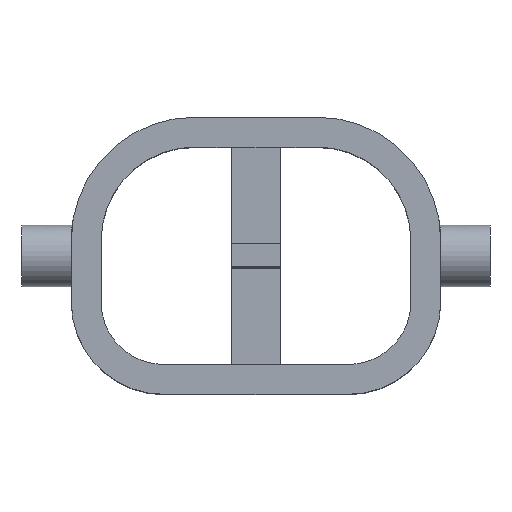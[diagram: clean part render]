
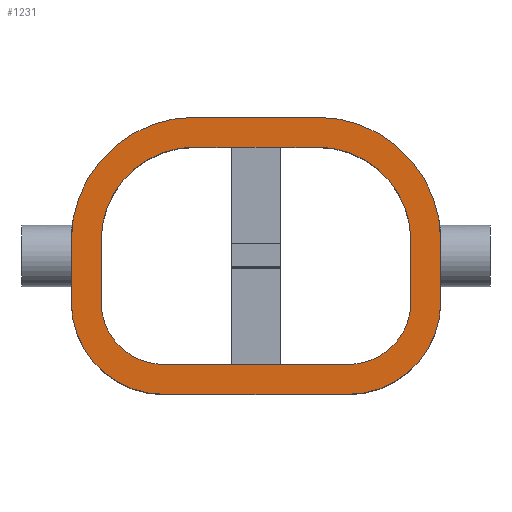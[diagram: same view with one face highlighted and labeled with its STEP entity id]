
A CAD part, top view. The second image highlights one B-rep face of the part: STEP entity #1231.
In plain terms, the highlighted planar face has unit normal (0, 0, 1).
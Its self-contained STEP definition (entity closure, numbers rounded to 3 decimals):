
#40=FACE_BOUND('',#203,.T.);
#59=PLANE('',#1359);
#128=FACE_OUTER_BOUND('',#202,.T.);
#202=EDGE_LOOP('',(#970,#971,#972,#973,#974,#975,#976,#977));
#203=EDGE_LOOP('',(#978,#979,#980,#981,#982,#983,#984,#985,#986,#987,#988));
#256=CIRCLE('',#1314,20.);
#262=CIRCLE('',#1323,10.151);
#264=CIRCLE('',#1327,15.151);
#266=CIRCLE('',#1333,15.);
#268=CIRCLE('',#1336,20.);
#275=CIRCLE('',#1349,10.151);
#276=CIRCLE('',#1352,15.151);
#277=CIRCLE('',#1358,15.);
#294=LINE('',#1824,#433);
#298=LINE('',#1836,#437);
#301=LINE('',#1842,#440);
#304=LINE('',#1848,#443);
#318=LINE('',#1910,#457);
#319=LINE('',#1913,#458);
#322=LINE('',#1921,#461);
#325=LINE('',#1929,#464);
#327=LINE('',#1932,#466);
#328=LINE('',#1934,#467);
#329=LINE('',#1937,#468);
#433=VECTOR('',#1455,10.);
#437=VECTOR('',#1467,10.);
#440=VECTOR('',#1472,10.);
#443=VECTOR('',#1477,10.);
#457=VECTOR('',#1523,10.);
#458=VECTOR('',#1526,10.);
#461=VECTOR('',#1535,10.);
#464=VECTOR('',#1544,10.);
#466=VECTOR('',#1548,10.);
#467=VECTOR('',#1551,10.);
#468=VECTOR('',#1554,10.);
#568=VERTEX_POINT('',#1793);
#569=VERTEX_POINT('',#1795);
#575=VERTEX_POINT('',#1812);
#577=VERTEX_POINT('',#1816);
#579=VERTEX_POINT('',#1822);
#581=VERTEX_POINT('',#1828);
#583=VERTEX_POINT('',#1834);
#585=VERTEX_POINT('',#1840);
#587=VERTEX_POINT('',#1846);
#589=VERTEX_POINT('',#1852);
#594=VERTEX_POINT('',#1876);
#595=VERTEX_POINT('',#1878);
#605=VERTEX_POINT('',#1908);
#606=VERTEX_POINT('',#1912);
#607=VERTEX_POINT('',#1916);
#608=VERTEX_POINT('',#1920);
#609=VERTEX_POINT('',#1924);
#610=VERTEX_POINT('',#1928);
#611=VERTEX_POINT('',#1936);
#682=EDGE_CURVE('',#568,#569,#256,.T.);
#693=EDGE_CURVE('',#577,#575,#262,.T.);
#696=EDGE_CURVE('',#579,#577,#294,.T.);
#699=EDGE_CURVE('',#581,#579,#264,.T.);
#702=EDGE_CURVE('',#583,#581,#298,.T.);
#705=EDGE_CURVE('',#585,#583,#301,.T.);
#708=EDGE_CURVE('',#587,#568,#304,.T.);
#711=EDGE_CURVE('',#589,#587,#266,.T.);
#716=EDGE_CURVE('',#595,#594,#268,.T.);
#733=EDGE_CURVE('',#605,#589,#318,.T.);
#734=EDGE_CURVE('',#606,#575,#319,.T.);
#736=EDGE_CURVE('',#607,#606,#275,.T.);
#738=EDGE_CURVE('',#608,#607,#322,.T.);
#740=EDGE_CURVE('',#609,#608,#276,.T.);
#742=EDGE_CURVE('',#610,#609,#325,.T.);
#744=EDGE_CURVE('',#585,#610,#327,.T.);
#745=EDGE_CURVE('',#594,#569,#328,.T.);
#746=EDGE_CURVE('',#611,#595,#329,.T.);
#748=EDGE_CURVE('',#605,#611,#277,.T.);
#970=ORIENTED_EDGE('',*,*,#746,.T.);
#971=ORIENTED_EDGE('',*,*,#716,.T.);
#972=ORIENTED_EDGE('',*,*,#745,.T.);
#973=ORIENTED_EDGE('',*,*,#682,.F.);
#974=ORIENTED_EDGE('',*,*,#708,.F.);
#975=ORIENTED_EDGE('',*,*,#711,.F.);
#976=ORIENTED_EDGE('',*,*,#733,.F.);
#977=ORIENTED_EDGE('',*,*,#748,.T.);
#978=ORIENTED_EDGE('',*,*,#734,.T.);
#979=ORIENTED_EDGE('',*,*,#693,.F.);
#980=ORIENTED_EDGE('',*,*,#696,.F.);
#981=ORIENTED_EDGE('',*,*,#699,.F.);
#982=ORIENTED_EDGE('',*,*,#702,.F.);
#983=ORIENTED_EDGE('',*,*,#705,.F.);
#984=ORIENTED_EDGE('',*,*,#744,.T.);
#985=ORIENTED_EDGE('',*,*,#742,.T.);
#986=ORIENTED_EDGE('',*,*,#740,.T.);
#987=ORIENTED_EDGE('',*,*,#738,.T.);
#988=ORIENTED_EDGE('',*,*,#736,.T.);
#1231=ADVANCED_FACE('',(#128,#40),#59,.T.);
#1314=AXIS2_PLACEMENT_3D('',#1796,#1426,#1427);
#1323=AXIS2_PLACEMENT_3D('',#1818,#1449,#1450);
#1327=AXIS2_PLACEMENT_3D('',#1830,#1461,#1462);
#1333=AXIS2_PLACEMENT_3D('',#1854,#1483,#1484);
#1336=AXIS2_PLACEMENT_3D('',#1879,#1491,#1492);
#1349=AXIS2_PLACEMENT_3D('',#1917,#1530,#1531);
#1352=AXIS2_PLACEMENT_3D('',#1925,#1539,#1540);
#1358=AXIS2_PLACEMENT_3D('',#1940,#1558,#1559);
#1359=AXIS2_PLACEMENT_3D('',#1941,#1560,#1561);
#1426=DIRECTION('center_axis',(0.,0.,-1.));
#1427=DIRECTION('ref_axis',(-1.,0.,0.));
#1449=DIRECTION('center_axis',(0.,0.,1.));
#1450=DIRECTION('ref_axis',(0.,-1.,0.));
#1455=DIRECTION('',(0.,-1.,0.));
#1461=DIRECTION('center_axis',(0.,0.,1.));
#1462=DIRECTION('ref_axis',(-1.,0.,0.));
#1467=DIRECTION('',(-1.,0.,0.));
#1472=DIRECTION('',(-1.,0.,0.));
#1477=DIRECTION('',(0.,1.,0.));
#1483=DIRECTION('center_axis',(0.,0.,-1.));
#1484=DIRECTION('ref_axis',(0.,-1.,0.));
#1491=DIRECTION('center_axis',(0.,0.,1.));
#1492=DIRECTION('ref_axis',(1.,0.,0.));
#1523=DIRECTION('',(-1.,0.,0.));
#1526=DIRECTION('',(-1.,0.,0.));
#1530=DIRECTION('center_axis',(0.,0.,-1.));
#1531=DIRECTION('ref_axis',(0.,-1.,0.));
#1535=DIRECTION('',(0.,-1.,0.));
#1539=DIRECTION('center_axis',(0.,0.,-1.));
#1540=DIRECTION('ref_axis',(1.,0.,0.));
#1544=DIRECTION('',(1.,0.,0.));
#1548=DIRECTION('',(1.,0.,0.));
#1551=DIRECTION('',(-1.,0.,0.));
#1554=DIRECTION('',(0.,1.,0.));
#1558=DIRECTION('center_axis',(0.,0.,1.));
#1559=DIRECTION('ref_axis',(0.,-1.,0.));
#1560=DIRECTION('center_axis',(0.,0.,1.));
#1561=DIRECTION('ref_axis',(1.,0.,0.));
#1793=CARTESIAN_POINT('',(-30.,10.,20.));
#1795=CARTESIAN_POINT('',(-10.,30.,20.));
#1796=CARTESIAN_POINT('Origin',(-10.,10.,20.));
#1812=CARTESIAN_POINT('',(-15.,-10.151,20.));
#1816=CARTESIAN_POINT('',(-25.151,-0.003,20.));
#1818=CARTESIAN_POINT('Origin',(-15.,0.,
20.));
#1822=CARTESIAN_POINT('',(-25.151,10.,20.));
#1824=CARTESIAN_POINT('',(-25.151,-0.003,20.));
#1828=CARTESIAN_POINT('',(-10.,25.151,20.));
#1830=CARTESIAN_POINT('Origin',(-10.,10.,20.));
#1834=CARTESIAN_POINT('',(-4.,25.151,20.));
#1836=CARTESIAN_POINT('',(-10.,25.151,20.));
#1840=CARTESIAN_POINT('',(0.,25.151,20.));
#1842=CARTESIAN_POINT('',(-4.,25.151,20.));
#1846=CARTESIAN_POINT('',(-30.,0.,20.));
#1848=CARTESIAN_POINT('',(-30.,0.,20.));
#1852=CARTESIAN_POINT('',(-15.,-15.,20.));
#1854=CARTESIAN_POINT('Origin',(-15.,0.,
20.));
#1876=CARTESIAN_POINT('',(10.,30.,20.));
#1878=CARTESIAN_POINT('',(30.,10.,20.));
#1879=CARTESIAN_POINT('Origin',(10.,10.,20.));
#1908=CARTESIAN_POINT('',(15.,-15.,20.));
#1910=CARTESIAN_POINT('',(-15.,-15.,20.));
#1912=CARTESIAN_POINT('',(15.,-10.151,20.));
#1913=CARTESIAN_POINT('',(0.,-10.151,20.));
#1916=CARTESIAN_POINT('',(25.151,-0.003,20.));
#1917=CARTESIAN_POINT('Origin',(15.,0.,20.));
#1920=CARTESIAN_POINT('',(25.151,10.,20.));
#1921=CARTESIAN_POINT('',(25.151,-0.003,20.));
#1924=CARTESIAN_POINT('',(10.,25.151,20.));
#1925=CARTESIAN_POINT('Origin',(10.,10.,20.));
#1928=CARTESIAN_POINT('',(4.,25.151,20.));
#1929=CARTESIAN_POINT('',(10.,25.151,20.));
#1932=CARTESIAN_POINT('',(4.,25.151,20.));
#1934=CARTESIAN_POINT('',(10.,30.,20.));
#1936=CARTESIAN_POINT('',(30.,0.,20.));
#1937=CARTESIAN_POINT('',(30.,0.,20.));
#1940=CARTESIAN_POINT('Origin',(15.,0.,20.));
#1941=CARTESIAN_POINT('Origin',(15.,7.5,20.));
